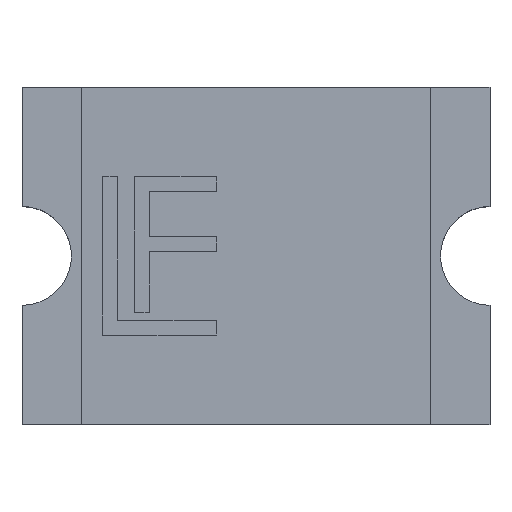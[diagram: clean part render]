
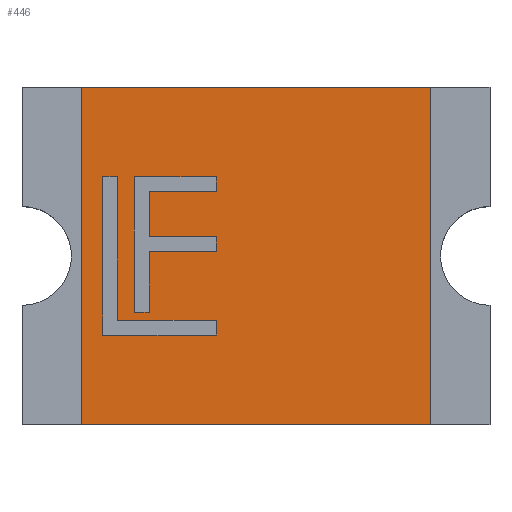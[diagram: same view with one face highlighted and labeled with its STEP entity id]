
A CAD part, top view. The second image highlights one B-rep face of the part: STEP entity #446.
In plain terms, the highlighted planar face has unit normal (0, 0, 1).
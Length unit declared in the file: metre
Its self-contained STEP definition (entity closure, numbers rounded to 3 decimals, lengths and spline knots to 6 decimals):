
#300 = EDGE_CURVE( '', #518, #649, #680, .T. );
#354 = EDGE_CURVE( '', #649, #598, #750, .T. );
#392 = EDGE_CURVE( '', #598, #795, #796, .T. );
#416 = EDGE_CURVE( '', #795, #518, #826, .T. );
#446 = ADVANCED_FACE( '', ( #859 ), #860, .T. );
#518 = VERTEX_POINT( '', #934 );
#598 = VERTEX_POINT( '', #1046 );
#649 = VERTEX_POINT( '', #1124 );
#680 = LINE( '', #1172, #1173 );
#750 = LINE( '', #1275, #1276 );
#795 = VERTEX_POINT( '', #1348 );
#796 = LINE( '', #1349, #1350 );
#826 = LINE( '', #1393, #1394 );
#859 = FACE_OUTER_BOUND( '', #1448, .T. );
#860 = PLANE( '', #1449 );
#934 = CARTESIAN_POINT( '', ( -0.001765, 0.001705, 0.00134 ) );
#1046 = CARTESIAN_POINT( '', ( 0.001765, -0.001705, 0.00134 ) );
#1124 = CARTESIAN_POINT( '', ( -0.001765, -0.001705, 0.00134 ) );
#1172 = CARTESIAN_POINT( '', ( -0.001765, 0.001705, 0.00134 ) );
#1173 = VECTOR( '', #1660, 1. );
#1275 = CARTESIAN_POINT( '', ( -0.001765, -0.001705, 0.00134 ) );
#1276 = VECTOR( '', #1763, 1. );
#1348 = CARTESIAN_POINT( '', ( 0.001765, 0.001705, 0.00134 ) );
#1349 = CARTESIAN_POINT( '', ( 0.001765, 0.001705, 0.00134 ) );
#1350 = VECTOR( '', #1817, 1. );
#1393 = CARTESIAN_POINT( '', ( -0.001765, 0.001705, 0.00134 ) );
#1394 = VECTOR( '', #1870, 1. );
#1448 = EDGE_LOOP( '', ( #1915, #1916, #1917, #1918 ) );
#1449 = AXIS2_PLACEMENT_3D( '', #1919, #1920, #1921 );
#1660 = DIRECTION( '', ( 0., -1., 0. ) );
#1763 = DIRECTION( '', ( 1., 0., 0. ) );
#1817 = DIRECTION( '', ( 0., 1., 0. ) );
#1870 = DIRECTION( '', ( -1., 0., 0. ) );
#1915 = ORIENTED_EDGE( '', *, *, #300, .T. );
#1916 = ORIENTED_EDGE( '', *, *, #354, .T. );
#1917 = ORIENTED_EDGE( '', *, *, #392, .T. );
#1918 = ORIENTED_EDGE( '', *, *, #416, .T. );
#1919 = CARTESIAN_POINT( '', ( -0.001765, -0.001705, 0.00134 ) );
#1920 = DIRECTION( '', ( 0., 0., 1. ) );
#1921 = DIRECTION( '', ( 1., 0., 0. ) );
